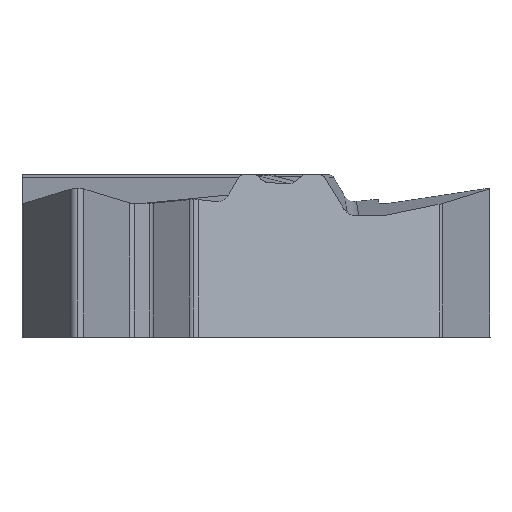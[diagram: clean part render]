
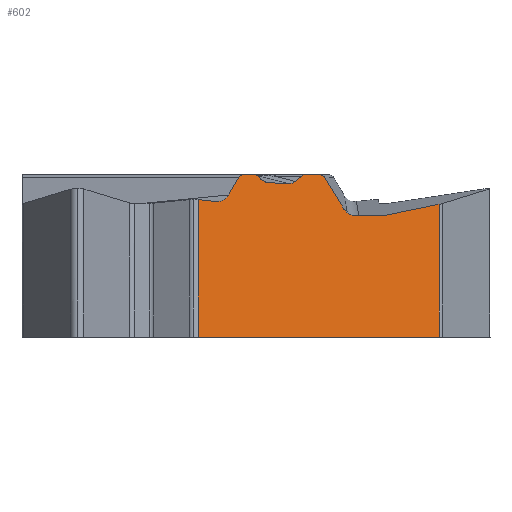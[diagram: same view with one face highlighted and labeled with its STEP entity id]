
A CAD part, front view. The second image highlights one B-rep face of the part: STEP entity #602.
In plain terms, the highlighted planar face has unit normal (0.5, -0.866, 0).
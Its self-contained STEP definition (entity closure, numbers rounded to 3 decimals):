
#85=FACE_OUTER_BOUND('',#770,.T.);
#161=PLANE('',#2009);
#193=LINE('',#3132,#349);
#197=LINE('',#3146,#353);
#263=LINE('',#3421,#419);
#264=LINE('',#3424,#420);
#265=LINE('',#3426,#421);
#266=LINE('',#3428,#422);
#267=LINE('',#3432,#423);
#268=LINE('',#3436,#424);
#269=LINE('',#3441,#425);
#270=LINE('',#3445,#426);
#271=LINE('',#3449,#427);
#272=LINE('',#3454,#428);
#273=LINE('',#3458,#429);
#349=VECTOR('',#2142,1.);
#353=VECTOR('',#2152,1.);
#419=VECTOR('',#2386,1.);
#420=VECTOR('',#2387,1.);
#421=VECTOR('',#2388,1.);
#422=VECTOR('',#2389,1.);
#423=VECTOR('',#2392,1.);
#424=VECTOR('',#2395,1.);
#425=VECTOR('',#2400,1.);
#426=VECTOR('',#2403,1.);
#427=VECTOR('',#2406,1.);
#428=VECTOR('',#2411,1.);
#429=VECTOR('',#2414,1.);
#535=ELLIPSE('',#2000,0.37,0.33);
#536=ELLIPSE('',#2001,0.401,0.33);
#537=ELLIPSE('',#2002,0.177,0.15);
#538=ELLIPSE('',#2003,0.167,0.15);
#539=ELLIPSE('',#2004,0.314,0.3);
#540=ELLIPSE('',#2005,0.314,0.3);
#541=ELLIPSE('',#2006,0.15,0.15);
#542=ELLIPSE('',#2007,0.17,0.15);
#543=ELLIPSE('',#2008,0.386,0.33);
#602=ADVANCED_FACE('',(#85),#161,.F.);
#770=EDGE_LOOP('',(#1056,#1057,#1058,#1059,#1060,#1061,#1062,#1063,#1064,
#1065,#1066,#1067,#1068,#1069,#1070,#1071,#1072,#1073,#1074,#1075,#1076,
#1077));
#1056=ORIENTED_EDGE('',*,*,#1692,.T.);
#1057=ORIENTED_EDGE('',*,*,#1693,.T.);
#1058=ORIENTED_EDGE('',*,*,#1694,.T.);
#1059=ORIENTED_EDGE('',*,*,#1695,.T.);
#1060=ORIENTED_EDGE('',*,*,#1696,.T.);
#1061=ORIENTED_EDGE('',*,*,#1697,.F.);
#1062=ORIENTED_EDGE('',*,*,#1698,.T.);
#1063=ORIENTED_EDGE('',*,*,#1699,.T.);
#1064=ORIENTED_EDGE('',*,*,#1700,.F.);
#1065=ORIENTED_EDGE('',*,*,#1576,.F.);
#1066=ORIENTED_EDGE('',*,*,#1701,.F.);
#1067=ORIENTED_EDGE('',*,*,#1702,.T.);
#1068=ORIENTED_EDGE('',*,*,#1703,.T.);
#1069=ORIENTED_EDGE('',*,*,#1704,.T.);
#1070=ORIENTED_EDGE('',*,*,#1705,.T.);
#1071=ORIENTED_EDGE('',*,*,#1706,.T.);
#1072=ORIENTED_EDGE('',*,*,#1707,.F.);
#1073=ORIENTED_EDGE('',*,*,#1569,.F.);
#1074=ORIENTED_EDGE('',*,*,#1708,.F.);
#1075=ORIENTED_EDGE('',*,*,#1709,.T.);
#1076=ORIENTED_EDGE('',*,*,#1710,.T.);
#1077=ORIENTED_EDGE('',*,*,#1711,.T.);
#1393=VERTEX_POINT('',#3131);
#1394=VERTEX_POINT('',#3133);
#1400=VERTEX_POINT('',#3145);
#1401=VERTEX_POINT('',#3147);
#1479=VERTEX_POINT('',#3422);
#1480=VERTEX_POINT('',#3423);
#1481=VERTEX_POINT('',#3425);
#1482=VERTEX_POINT('',#3427);
#1483=VERTEX_POINT('',#3429);
#1484=VERTEX_POINT('',#3431);
#1485=VERTEX_POINT('',#3433);
#1486=VERTEX_POINT('',#3435);
#1487=VERTEX_POINT('',#3437);
#1488=VERTEX_POINT('',#3440);
#1489=VERTEX_POINT('',#3442);
#1490=VERTEX_POINT('',#3444);
#1491=VERTEX_POINT('',#3446);
#1492=VERTEX_POINT('',#3448);
#1493=VERTEX_POINT('',#3450);
#1494=VERTEX_POINT('',#3453);
#1495=VERTEX_POINT('',#3455);
#1496=VERTEX_POINT('',#3457);
#1569=EDGE_CURVE('',#1393,#1394,#193,.T.);
#1576=EDGE_CURVE('',#1400,#1401,#197,.T.);
#1692=EDGE_CURVE('',#1479,#1480,#263,.T.);
#1693=EDGE_CURVE('',#1480,#1481,#264,.T.);
#1694=EDGE_CURVE('',#1481,#1482,#265,.T.);
#1695=EDGE_CURVE('',#1482,#1483,#266,.T.);
#1696=EDGE_CURVE('',#1483,#1484,#535,.T.);
#1697=EDGE_CURVE('',#1485,#1484,#267,.T.);
#1698=EDGE_CURVE('',#1485,#1486,#536,.T.);
#1699=EDGE_CURVE('',#1486,#1487,#268,.T.);
#1700=EDGE_CURVE('',#1401,#1487,#537,.T.);
#1701=EDGE_CURVE('',#1488,#1400,#538,.T.);
#1702=EDGE_CURVE('',#1488,#1489,#269,.T.);
#1703=EDGE_CURVE('',#1489,#1490,#539,.T.);
#1704=EDGE_CURVE('',#1490,#1491,#270,.T.);
#1705=EDGE_CURVE('',#1491,#1492,#540,.T.);
#1706=EDGE_CURVE('',#1492,#1493,#271,.T.);
#1707=EDGE_CURVE('',#1394,#1493,#541,.T.);
#1708=EDGE_CURVE('',#1494,#1393,#542,.T.);
#1709=EDGE_CURVE('',#1494,#1495,#272,.T.);
#1710=EDGE_CURVE('',#1495,#1496,#543,.T.);
#1711=EDGE_CURVE('',#1496,#1479,#273,.T.);
#2000=AXIS2_PLACEMENT_3D('',#3430,#2390,#2391);
#2001=AXIS2_PLACEMENT_3D('',#3434,#2393,#2394);
#2002=AXIS2_PLACEMENT_3D('',#3438,#2396,#2397);
#2003=AXIS2_PLACEMENT_3D('',#3439,#2398,#2399);
#2004=AXIS2_PLACEMENT_3D('',#3443,#2401,#2402);
#2005=AXIS2_PLACEMENT_3D('',#3447,#2404,#2405);
#2006=AXIS2_PLACEMENT_3D('',#3451,#2407,#2408);
#2007=AXIS2_PLACEMENT_3D('',#3452,#2409,#2410);
#2008=AXIS2_PLACEMENT_3D('',#3456,#2412,#2413);
#2009=AXIS2_PLACEMENT_3D('',#3459,#2415,#2416);
#2142=DIRECTION('',(0.866,0.5,0.));
#2152=DIRECTION('',(0.866,0.5,0.));
#2386=DIRECTION('',(0.,0.,-1.));
#2387=DIRECTION('',(0.866,0.5,0.));
#2388=DIRECTION('',(0.,0.,1.));
#2389=DIRECTION('',(-0.853,-0.492,-0.174));
#2390=DIRECTION('',(-0.5,0.866,0.));
#2391=DIRECTION('',(-0.853,-0.492,-0.174));
#2392=DIRECTION('',(0.866,0.5,0.));
#2393=DIRECTION('',(-0.5,0.866,0.));
#2394=DIRECTION('',(-0.859,-0.496,0.126));
#2395=DIRECTION('',(-0.499,-0.288,0.817));
#2396=DIRECTION('',(-0.5,0.866,0.));
#2397=DIRECTION('',(-0.866,-0.5,0.));
#2398=DIRECTION('',(-0.5,0.866,0.));
#2399=DIRECTION('',(-0.866,-0.5,0.));
#2400=DIRECTION('',(-0.687,-0.397,-0.608));
#2401=DIRECTION('',(-0.5,0.866,0.));
#2402=DIRECTION('',(-0.7,-0.404,0.589));
#2403=DIRECTION('',(-0.865,-0.499,0.049));
#2404=DIRECTION('',(-0.5,0.866,0.));
#2405=DIRECTION('',(-0.7,-0.404,0.589));
#2406=DIRECTION('',(-0.656,-0.378,0.653));
#2407=DIRECTION('',(-0.5,0.866,0.));
#2408=DIRECTION('',(0.866,0.5,0.));
#2409=DIRECTION('',(-0.5,0.866,0.));
#2410=DIRECTION('',(-0.866,-0.5,0.));
#2411=DIRECTION('',(-0.486,-0.281,-0.828));
#2412=DIRECTION('',(-0.5,0.866,0.));
#2413=DIRECTION('',(0.854,0.493,0.164));
#2414=DIRECTION('',(-0.863,-0.498,0.088));
#2415=DIRECTION('',(-0.5,0.866,0.));
#2416=DIRECTION('',(-0.866,-0.5,0.));
#3131=CARTESIAN_POINT('',(1.225,-4.792,0.42));
#3132=CARTESIAN_POINT('',(8.733,-0.457,0.42));
#3133=CARTESIAN_POINT('',(1.543,-4.608,0.42));
#3145=CARTESIAN_POINT('',(2.884,-3.834,0.42));
#3146=CARTESIAN_POINT('',(-3.971,-7.792,0.42));
#3147=CARTESIAN_POINT('',(3.291,-3.599,0.42));
#3421=CARTESIAN_POINT('',(0.003,-5.497,0.05));
#3422=CARTESIAN_POINT('',(0.003,-5.497,-0.25));
#3423=CARTESIAN_POINT('',(0.003,-5.497,-3.97));
#3424=CARTESIAN_POINT('',(8.733,-0.457,-3.97));
#3425=CARTESIAN_POINT('',(6.516,-1.737,-3.97));
#3426=CARTESIAN_POINT('',(6.516,-1.737,0.05));
#3427=CARTESIAN_POINT('',(6.516,-1.737,-0.378));
#3428=CARTESIAN_POINT('',(-3.591,-7.573,-2.436));
#3429=CARTESIAN_POINT('',(5.062,-2.577,-0.674));
#3430=CARTESIAN_POINT('',(5.012,-2.605,-0.349));
#3431=CARTESIAN_POINT('',(5.,-2.612,-0.68));
#3432=CARTESIAN_POINT('',(-3.971,-7.792,-0.68));
#3433=CARTESIAN_POINT('',(4.258,-3.041,-0.68));
#3434=CARTESIAN_POINT('',(4.241,-3.051,-0.349));
#3435=CARTESIAN_POINT('',(3.944,-3.222,-0.505));
#3436=CARTESIAN_POINT('',(1.086,-4.872,4.171));
#3437=CARTESIAN_POINT('',(3.423,-3.523,0.347));
#3438=CARTESIAN_POINT('',(3.291,-3.599,0.27));
#3439=CARTESIAN_POINT('',(2.884,-3.834,0.27));
#3440=CARTESIAN_POINT('',(2.79,-3.888,0.384));
#3441=CARTESIAN_POINT('',(-1.61,-6.429,-3.509));
#3442=CARTESIAN_POINT('',(2.626,-3.983,0.239));
#3443=CARTESIAN_POINT('',(2.457,-4.081,0.483));
#3444=CARTESIAN_POINT('',(2.455,-4.082,0.178));
#3445=CARTESIAN_POINT('',(8.724,-0.462,-0.173));
#3446=CARTESIAN_POINT('',(1.893,-4.407,0.21));
#3447=CARTESIAN_POINT('',(1.894,-4.406,0.515));
#3448=CARTESIAN_POINT('',(1.723,-4.505,0.289));
#3449=CARTESIAN_POINT('',(5.842,-2.126,-3.817));
#3450=CARTESIAN_POINT('',(1.628,-4.559,0.384));
#3451=CARTESIAN_POINT('',(1.543,-4.608,0.27));
#3452=CARTESIAN_POINT('',(1.225,-4.792,0.27));
#3453=CARTESIAN_POINT('',(1.099,-4.865,0.347));
#3454=CARTESIAN_POINT('',(3.383,-3.546,4.238));
#3455=CARTESIAN_POINT('',(0.821,-5.025,-0.126));
#3456=CARTESIAN_POINT('',(0.536,-5.19,0.031));
#3457=CARTESIAN_POINT('',(0.485,-5.219,-0.299));
#3458=CARTESIAN_POINT('',(8.643,-0.509,-1.13));
#3459=CARTESIAN_POINT('',(8.733,-0.457,0.05));
